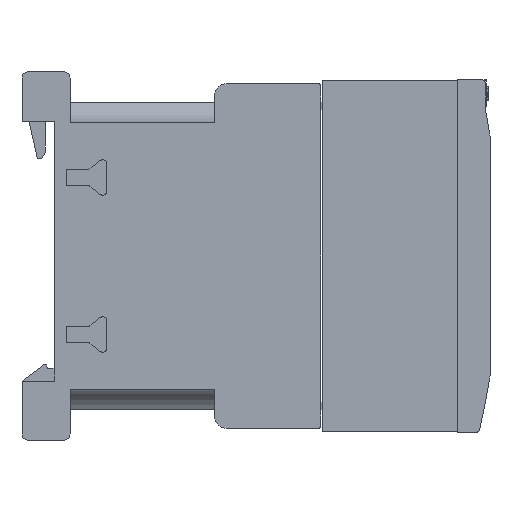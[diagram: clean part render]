
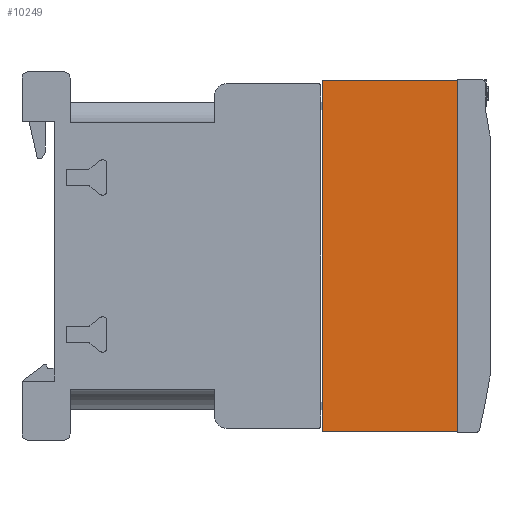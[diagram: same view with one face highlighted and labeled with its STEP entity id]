
A CAD part, left-side view. The second image highlights one B-rep face of the part: STEP entity #10249.
In plain terms, the highlighted planar face has unit normal (-1, 0, 0).
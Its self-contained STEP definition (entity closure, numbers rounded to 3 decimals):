
#4735=EDGE_CURVE('',#6285,#9959,#12414,.T.);
#5273=EDGE_CURVE('',#9129,#10845,#13014,.T.);
#5507=EDGE_CURVE('',#6285,#9129,#13267,.T.);
#6285=VERTEX_POINT('',#14107);
#9129=VERTEX_POINT('',#17178);
#9959=VERTEX_POINT('',#18097);
#10249=ADVANCED_FACE('',(#18407),#18408,.T.);
#10285=EDGE_CURVE('',#10845,#9959,#18446,.T.);
#10845=VERTEX_POINT('',#19049);
#12414=LINE('',#21097,#21098);
#13014=LINE('',#21928,#21929);
#13267=LINE('',#22314,#22315);
#14107=CARTESIAN_POINT('',(-22.45,-46.8,-1.35));
#17178=CARTESIAN_POINT('',(-22.45,-46.8,-56.15));
#18097=CARTESIAN_POINT('',(-22.45,-67.9,-1.35));
#18407=FACE_OUTER_BOUND('',#29946,.T.);
#18408=PLANE('',#29947);
#18446=LINE('',#30004,#30005);
#19049=CARTESIAN_POINT('',(-22.45,-67.9,-56.15));
#21097=CARTESIAN_POINT('',(-22.45,-46.8,-1.35));
#21098=VECTOR('',#32800,1.0);
#21928=CARTESIAN_POINT('',(-22.45,-46.8,-56.15));
#21929=VECTOR('',#33640,1.0);
#22314=CARTESIAN_POINT('',(-22.45,-46.8,-1.35));
#22315=VECTOR('',#34013,1.0);
#29946=EDGE_LOOP('',(#39374,#39375,#39376,#39377));
#29947=AXIS2_PLACEMENT_3D('',#39378,#39379,#39380);
#30004=CARTESIAN_POINT('',(-22.45,-67.9,-56.2));
#30005=VECTOR('',#39413,1.0);
#32800=DIRECTION('',(0.0,-1.0,0.0));
#33640=DIRECTION('',(0.0,-1.0,0.0));
#34013=DIRECTION('',(0.0,0.0,-1.0));
#39374=ORIENTED_EDGE('',*,*,#10285,.T.);
#39375=ORIENTED_EDGE('',*,*,#4735,.F.);
#39376=ORIENTED_EDGE('',*,*,#5507,.T.);
#39377=ORIENTED_EDGE('',*,*,#5273,.T.);
#39378=CARTESIAN_POINT('',(-22.45,-46.8,-56.15));
#39379=DIRECTION('',(-1.0,0.0,0.0));
#39380=DIRECTION('',(0.0,0.0,-1.0));
#39413=DIRECTION('',(0.0,0.,1.));
